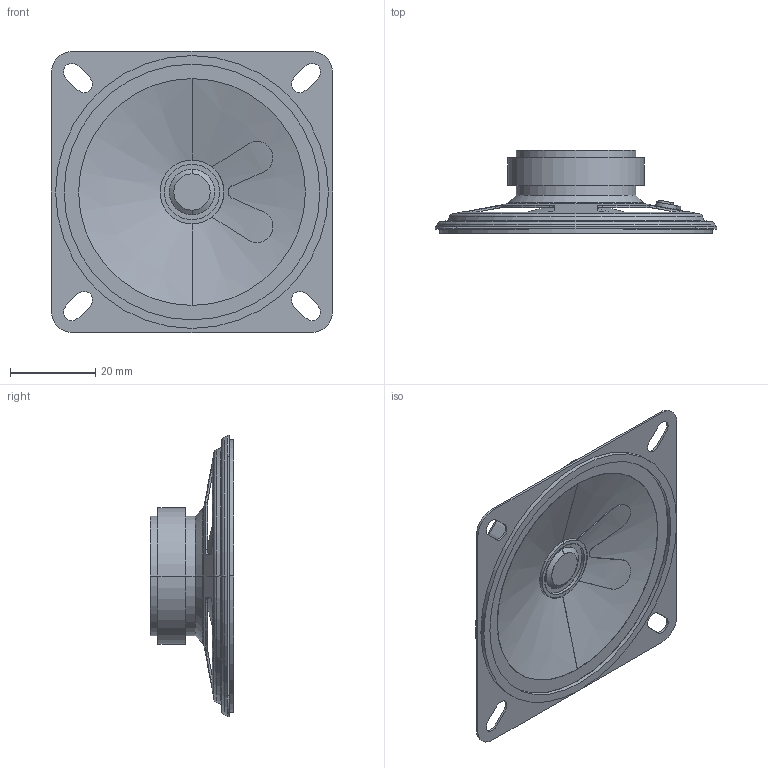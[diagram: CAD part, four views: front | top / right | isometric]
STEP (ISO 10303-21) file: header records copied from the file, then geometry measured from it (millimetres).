
FILE_DESCRIPTION (( 'STEP AP203' ), '1' );
FILE_NAME ('CUI_GF0666M.step', '2017-08-16T04:22:56', ( '' ), ( '' ), 'SwSTEP 2.0', 'SolidWorks 2017', '' );
FILE_SCHEMA (( 'CONFIG_CONTROL_DESIGN' ));
Length unit declared in the file: millimetre
Products named in the file (1): CUI_GF0666M
Bounding box: 66 x 19.5 x 66 mm (x, y, z)
Volume: 5724.5 mm3; surface area: 20357.6 mm2
Topology: 5 solids, 5 shells, 226 faces, 547 edges, 352 vertices
Faces by surface type: cylinder 118, plane 61, cone 32, torus 12, bspline 3
Entity records: 7404 total; most frequent: CARTESIAN_POINT 1885, DIRECTION 1195, ORIENTED_EDGE 1094, EDGE_CURVE 547, AXIS2_PLACEMENT_3D 490, VERTEX_POINT 352, EDGE_LOOP 269, CIRCLE 266
